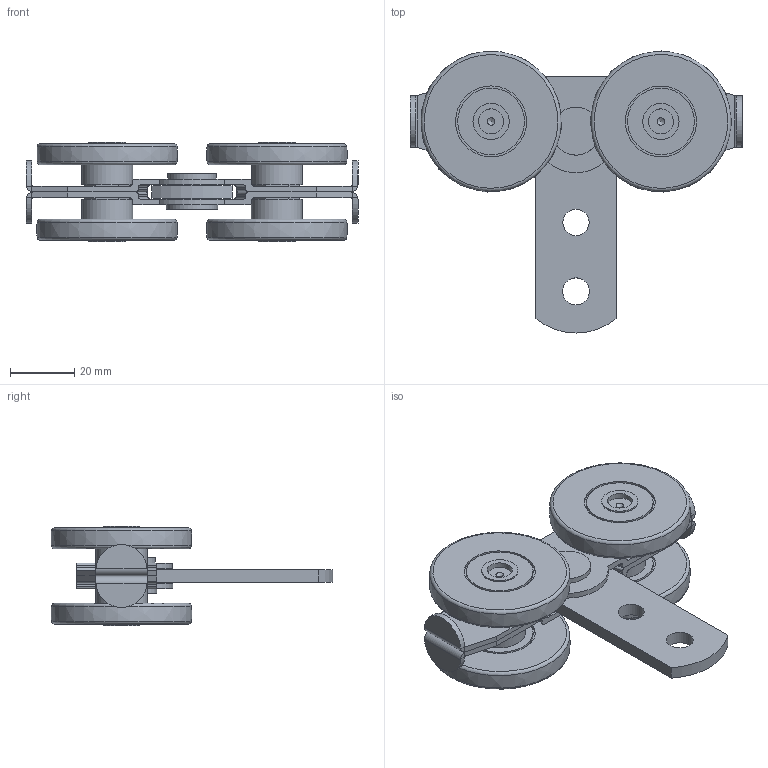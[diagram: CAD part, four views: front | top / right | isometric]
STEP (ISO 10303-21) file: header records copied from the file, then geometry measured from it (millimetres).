
FILE_DESCRIPTION(/* description */ (''),/* implementation_level */ '2;1');
FILE_NAME(/* name */ '2752.stp',/* time_stamp */ '2016-10-19T09:38:10+02:00',/* author */ ('Giuliano'),/* organization */ (''),/* preprocessor_version */ 'ST-DEVELOPER v16.5',/* originating_system */ 'Autodesk Inventor 2017',/* authorisation */ '');
FILE_SCHEMA (('AUTOMOTIVE_DESIGN { 1 0 10303 214 3 1 1 }'));
Length unit declared in the file: millimetre
Products named in the file (6): 2752; 14586; 15212 MONT; 15170; 15214 serti; 18477
Assembly tree (10 placements, depth 2):
  2752
    14586
    15212 MONT
    15170  x2
    15214 serti  x2
    18477  x4
Bounding box: 103.6 x 88 x 31 mm (x, y, z)
Volume: 60974.1 mm3; surface area: 36714.3 mm2
Topology: 10 solids, 10 shells, 266 faces, 619 edges, 395 vertices
Faces by surface type: plane 134, cylinder 96, cone 16, torus 16, bspline 4
Full cylindrical faces by diameter (mm): 2.35 x4, 7.8 x4, 8.2 x1, 8.4 x1, 9.9 x4, 10.05 x4, 11.3 x4, 13.9 x1, 14.2 x2, 14.5 x1, 15 x1, 16 x5, 20.83 x8, 22.17 x8
Entity records: 3667 total; most frequent: CARTESIAN_POINT 652, DIRECTION 614, ORIENTED_EDGE 510, EDGE_CURVE 255, AXIS2_PLACEMENT_3D 230, VERTEX_POINT 182, EDGE_LOOP 177, LINE 154
